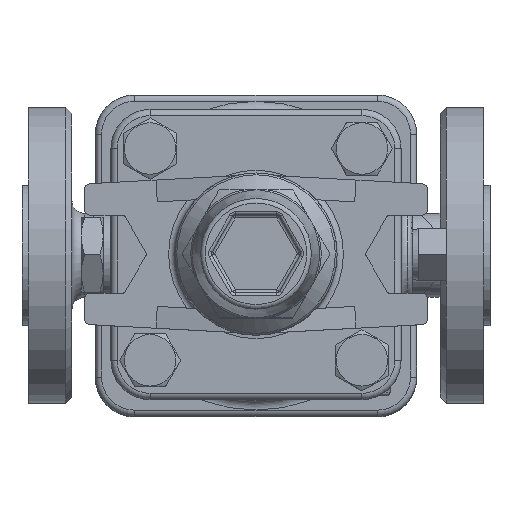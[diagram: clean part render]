
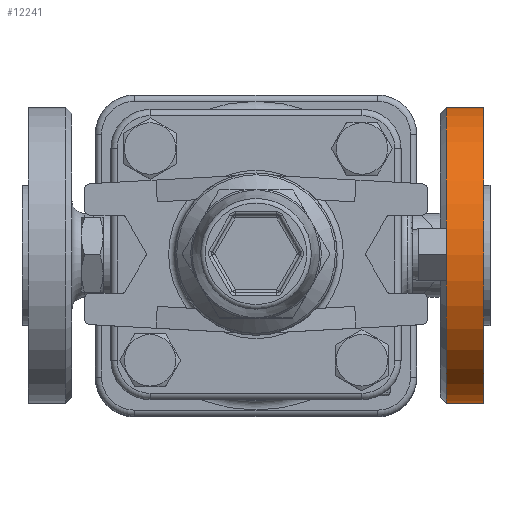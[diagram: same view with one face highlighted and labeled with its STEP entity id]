
A CAD part, top view. The second image highlights one B-rep face of the part: STEP entity #12241.
In plain terms, the highlighted cylindrical face has radius 47.5 mm (diameter 95 mm), a full revolution.
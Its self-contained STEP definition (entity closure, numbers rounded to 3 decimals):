
#699=CYLINDRICAL_SURFACE('',#13536,47.5);
#1070=FACE_BOUND('',#3507,.T.);
#1739=CIRCLE('',#13529,47.5);
#1745=CIRCLE('',#13537,47.5);
#2521=FACE_OUTER_BOUND('',#3506,.T.);
#3506=EDGE_LOOP('',(#11055));
#3507=EDGE_LOOP('',(#11056));
#5996=VERTEX_POINT('',#36999);
#6003=VERTEX_POINT('',#37080);
#7700=EDGE_CURVE('',#5996,#5996,#1739,.T.);
#7707=EDGE_CURVE('',#6003,#6003,#1745,.T.);
#11055=ORIENTED_EDGE('',*,*,#7707,.T.);
#11056=ORIENTED_EDGE('',*,*,#7700,.F.);
#12241=ADVANCED_FACE('',(#2521,#1070),#699,.T.);
#13529=AXIS2_PLACEMENT_3D('',#37000,#16750,#16751);
#13536=AXIS2_PLACEMENT_3D('',#37079,#16764,#16765);
#13537=AXIS2_PLACEMENT_3D('',#37081,#16766,#16767);
#16750=DIRECTION('center_axis',(-1.,0.,0.));
#16751=DIRECTION('ref_axis',(0.,0.,-1.));
#16764=DIRECTION('center_axis',(1.,0.,0.));
#16765=DIRECTION('ref_axis',(0.,0.,-1.));
#16766=DIRECTION('center_axis',(-1.,0.,0.));
#16767=DIRECTION('ref_axis',(0.,0.,-1.));
#36999=CARTESIAN_POINT('',(61.,0.,125.5));
#37000=CARTESIAN_POINT('Origin',(61.,0.,78.));
#37079=CARTESIAN_POINT('Origin',(75.,0.,78.));
#37080=CARTESIAN_POINT('',(73.,0.,125.5));
#37081=CARTESIAN_POINT('Origin',(73.,0.,78.));
